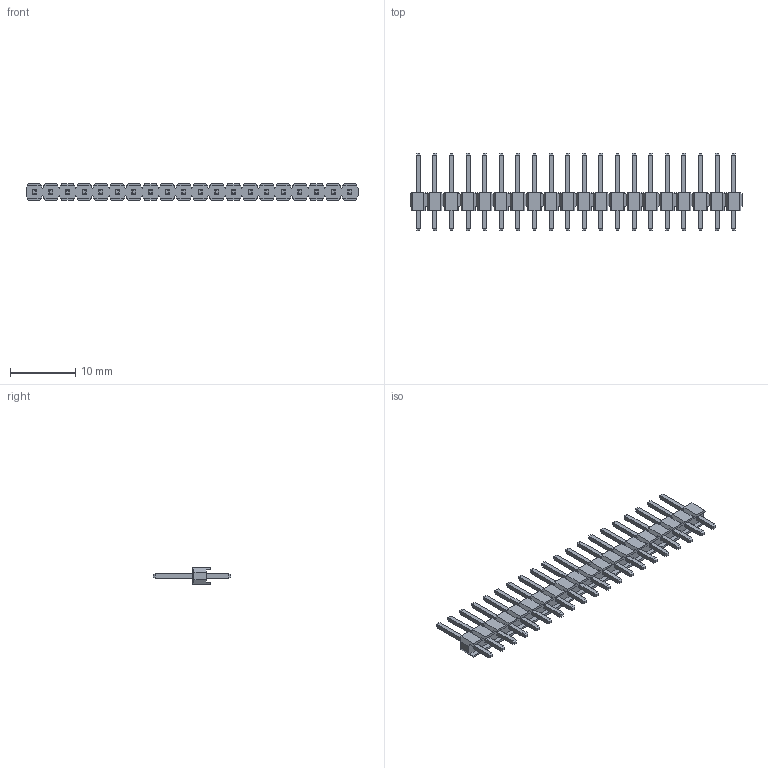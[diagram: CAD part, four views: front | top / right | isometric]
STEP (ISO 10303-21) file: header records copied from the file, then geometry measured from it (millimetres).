
FILE_DESCRIPTION (( 'STEP AP214' ), '1' );
FILE_NAME ('PLS-20.STEP', '2011-05-17T11:14:42', ( 'vpeshkov' ), ( 'licard' ), 'SwSTEP 2.0', 'SolidWorks 2009', '' );
FILE_SCHEMA (( 'AUTOMOTIVE_DESIGN' ));
Length unit declared in the file: millimetre
Products named in the file (1): PLS-20
Bounding box: 50.8 x 11.8 x 2.54 mm (x, y, z)
Volume: 342.1 mm3; surface area: 1144 mm2
Topology: 1 solids, 1 shells, 644 faces, 1646 edges, 1044 vertices
Faces by surface type: plane 644
Entity records: 22844 total; most frequent: CARTESIAN_POINT 3335, ORIENTED_EDGE 3292, DIRECTION 2936, EDGE_CURVE 1646, VECTOR 1646, LINE 1646, VERTEX_POINT 1044, EDGE_LOOP 684
